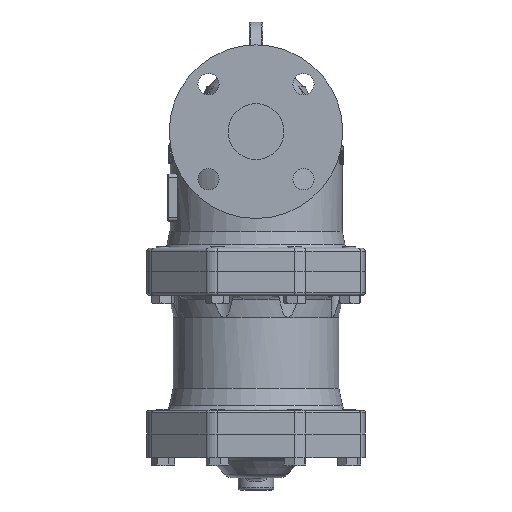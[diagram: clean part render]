
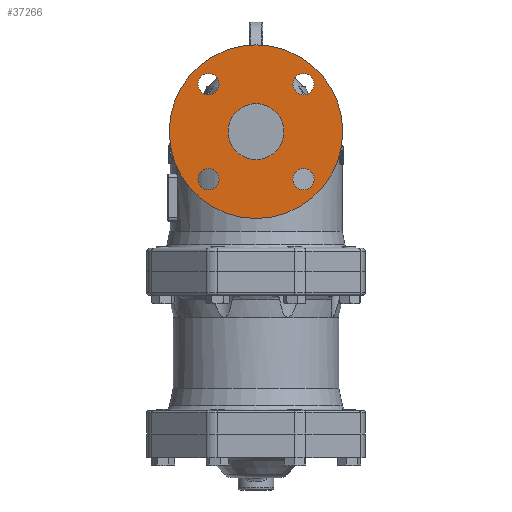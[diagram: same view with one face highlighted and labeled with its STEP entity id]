
A CAD part, left-side view. The second image highlights one B-rep face of the part: STEP entity #37266.
In plain terms, the highlighted planar face has unit normal (-1, 0, 0).
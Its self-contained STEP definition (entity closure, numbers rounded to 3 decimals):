
#37188=CARTESIAN_POINT('',(-125.0,0.0,100.));
#37189=VERTEX_POINT('',#37188);
#37190=CARTESIAN_POINT('',(-125.0,0.0,125.));
#37191=DIRECTION('',(1.0,0.0,0.0));
#37192=DIRECTION('',(0.0,0.0,-1.0));
#37193=AXIS2_PLACEMENT_3D('',#37190,#37191,#37192);
#37194=CIRCLE('',#37193,25.0);
#37195=EDGE_CURVE('',#37189,#37189,#37194,.T.);
#37203=CARTESIAN_POINT('',(-125.0,0.,127.909));
#37204=DIRECTION('',(1.0,0.0,0.0));
#37205=DIRECTION('',(0.0,0.0,-1.0));
#37206=AXIS2_PLACEMENT_3D('',#37203,#37204,#37205);
#37207=PLANE('',#37206);
#37208=CARTESIAN_POINT('',(-125.0,0.0,202.5));
#37209=VERTEX_POINT('',#37208);
#37210=CARTESIAN_POINT('',(-125.0,0.0,125.));
#37211=DIRECTION('',(-1.0,0.0,0.0));
#37212=DIRECTION('',(0.0,0.0,1.0));
#37213=AXIS2_PLACEMENT_3D('',#37210,#37211,#37212);
#37214=CIRCLE('',#37213,77.5);
#37215=EDGE_CURVE('',#37209,#37209,#37214,.T.);
#37216=ORIENTED_EDGE('',*,*,#37215,.T.);
#37217=EDGE_LOOP('',(#37216));
#37218=FACE_OUTER_BOUND('',#37217,.T.);
#37219=CARTESIAN_POINT('',(-125.0,-32.926,167.426));
#37220=VERTEX_POINT('',#37219);
#37221=CARTESIAN_POINT('',(-125.0,-42.426,167.426));
#37222=DIRECTION('',(1.0,0.0,0.0));
#37223=DIRECTION('',(0.0,1.0,0.0));
#37224=AXIS2_PLACEMENT_3D('',#37221,#37222,#37223);
#37225=CIRCLE('',#37224,9.5);
#37226=EDGE_CURVE('',#37220,#37220,#37225,.T.);
#37227=ORIENTED_EDGE('',*,*,#37226,.T.);
#37228=EDGE_LOOP('',(#37227));
#37229=FACE_BOUND('',#37228,.T.);
#37230=CARTESIAN_POINT('',(-125.0,-42.426,92.074));
#37231=VERTEX_POINT('',#37230);
#37232=CARTESIAN_POINT('',(-125.0,-42.426,82.574));
#37233=DIRECTION('',(1.0,0.0,0.0));
#37234=DIRECTION('',(0.0,0.0,1.0));
#37235=AXIS2_PLACEMENT_3D('',#37232,#37233,#37234);
#37236=CIRCLE('',#37235,9.5);
#37237=EDGE_CURVE('',#37231,#37231,#37236,.T.);
#37238=ORIENTED_EDGE('',*,*,#37237,.T.);
#37239=EDGE_LOOP('',(#37238));
#37240=FACE_BOUND('',#37239,.T.);
#37241=CARTESIAN_POINT('',(-125.0,32.926,82.574));
#37242=VERTEX_POINT('',#37241);
#37243=CARTESIAN_POINT('',(-125.0,42.426,82.574));
#37244=DIRECTION('',(1.0,0.0,0.0));
#37245=DIRECTION('',(0.0,-1.0,0.0));
#37246=AXIS2_PLACEMENT_3D('',#37243,#37244,#37245);
#37247=CIRCLE('',#37246,9.5);
#37248=EDGE_CURVE('',#37242,#37242,#37247,.T.);
#37249=ORIENTED_EDGE('',*,*,#37248,.T.);
#37250=EDGE_LOOP('',(#37249));
#37251=FACE_BOUND('',#37250,.T.);
#37252=CARTESIAN_POINT('',(-125.0,42.426,157.926));
#37253=VERTEX_POINT('',#37252);
#37254=CARTESIAN_POINT('',(-125.0,42.426,167.426));
#37255=DIRECTION('',(1.0,0.0,0.0));
#37256=DIRECTION('',(0.0,0.0,-1.0));
#37257=AXIS2_PLACEMENT_3D('',#37254,#37255,#37256);
#37258=CIRCLE('',#37257,9.5);
#37259=EDGE_CURVE('',#37253,#37253,#37258,.T.);
#37260=ORIENTED_EDGE('',*,*,#37259,.T.);
#37261=EDGE_LOOP('',(#37260));
#37262=FACE_BOUND('',#37261,.T.);
#37263=ORIENTED_EDGE('',*,*,#37195,.T.);
#37264=EDGE_LOOP('',(#37263));
#37265=FACE_BOUND('',#37264,.T.);
#37266=ADVANCED_FACE('',(#37218,#37229,#37240,#37251,#37262,#37265),#37207,.F.);
